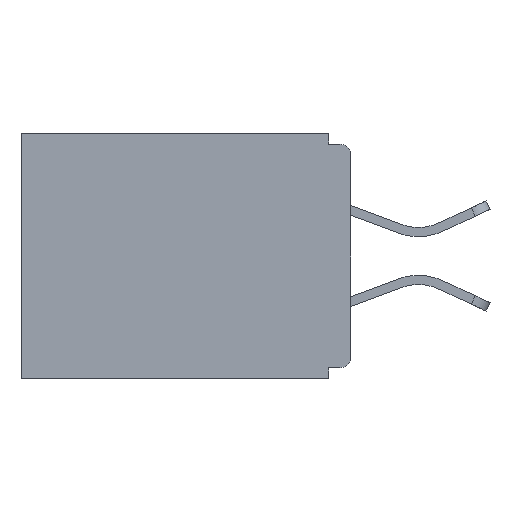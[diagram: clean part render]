
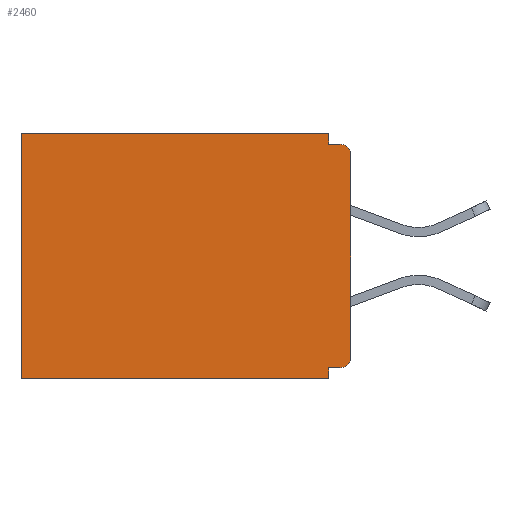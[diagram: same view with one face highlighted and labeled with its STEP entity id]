
A CAD part, left-side view. The second image highlights one B-rep face of the part: STEP entity #2460.
In plain terms, the highlighted planar face has unit normal (-1, 0, 0).
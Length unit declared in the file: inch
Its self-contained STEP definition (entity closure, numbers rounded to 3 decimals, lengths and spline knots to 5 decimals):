
#367 = VERTEX_POINT ( 'NONE', #28123 ) ;
#799 = VECTOR ( 'NONE', #10170, 39.37008 ) ;
#1089 = LINE ( 'NONE', #9705, #4961 ) ;
#1407 = DIRECTION ( 'NONE',  ( 0., 0., -1. ) ) ;
#1660 = LINE ( 'NONE', #2313, #24819 ) ;
#2280 = AXIS2_PLACEMENT_3D ( 'NONE', #17589, #8634, #24342 ) ;
#2313 = CARTESIAN_POINT ( 'NONE',  ( 0.298, 0., -0.015 ) ) ;
#2460 = ADVANCED_FACE ( 'NONE', ( #15614 ), #28447, .F. ) ;
#3138 = CARTESIAN_POINT ( 'NONE',  ( 0.298, 0., -0.313 ) ) ;
#3157 = ORIENTED_EDGE ( 'NONE', *, *, #4908, .T. ) ;
#3650 = CARTESIAN_POINT ( 'NONE',  ( 0.298, 0.015, -0.015 ) ) ;
#3796 = CARTESIAN_POINT ( 'NONE',  ( 0.298, 0., 0. ) ) ;
#3971 = LINE ( 'NONE', #16707, #799 ) ;
#4074 = LINE ( 'NONE', #21088, #8284 ) ;
#4894 = CARTESIAN_POINT ( 'NONE',  ( 0.298, 0.031, -0.015 ) ) ;
#4908 = EDGE_CURVE ( 'NONE', #8429, #6352, #21805, .T. ) ;
#4961 = VECTOR ( 'NONE', #5426, 39.37008 ) ;
#5426 = DIRECTION ( 'NONE',  ( 0., 1., 0. ) ) ;
#5889 = ORIENTED_EDGE ( 'NONE', *, *, #28497, .F. ) ;
#6197 = LINE ( 'NONE', #27555, #28663 ) ;
#6265 = VERTEX_POINT ( 'NONE', #25430 ) ;
#6352 = VERTEX_POINT ( 'NONE', #3650 ) ;
#6471 = ORIENTED_EDGE ( 'NONE', *, *, #27896, .T. ) ;
#7036 = CARTESIAN_POINT ( 'NONE',  ( 0.298, 0.031, -0.343 ) ) ;
#7121 = DIRECTION ( 'NONE',  ( 0., 0., -1. ) ) ;
#7230 = VECTOR ( 'NONE', #21746, 39.37008 ) ;
#7494 = CARTESIAN_POINT ( 'NONE',  ( 0.298, 0.015, -0.313 ) ) ;
#7976 = LINE ( 'NONE', #3796, #7230 ) ;
#8167 = DIRECTION ( 'NONE',  ( 0., 0., -1. ) ) ;
#8284 = VECTOR ( 'NONE', #24150, 39.37008 ) ;
#8363 = CARTESIAN_POINT ( 'NONE',  ( 0.298, 0.015, -0.03 ) ) ;
#8387 = EDGE_LOOP ( 'NONE', ( #3157, #10971, #5889, #17767, #6471, #21515, #20994, #13876, #26633, #28842 ) ) ;
#8429 = VERTEX_POINT ( 'NONE', #25887 ) ;
#8634 = DIRECTION ( 'NONE',  ( 1., 0., 0. ) ) ;
#8885 = DIRECTION ( 'NONE',  ( 0., -1., 0. ) ) ;
#8973 = CARTESIAN_POINT ( 'NONE',  ( 0.298, 0.031, -0.343 ) ) ;
#9591 = CARTESIAN_POINT ( 'NONE',  ( 0.298, 0.46, -0.343 ) ) ;
#9705 = CARTESIAN_POINT ( 'NONE',  ( 0.298, 0., -0.328 ) ) ;
#9858 = VERTEX_POINT ( 'NONE', #4894 ) ;
#10170 = DIRECTION ( 'NONE',  ( 0., 1., 0. ) ) ;
#10580 = DIRECTION ( 'NONE',  ( -1., 0., 0. ) ) ;
#10971 = ORIENTED_EDGE ( 'NONE', *, *, #13460, .F. ) ;
#11521 = VERTEX_POINT ( 'NONE', #8973 ) ;
#12071 = EDGE_CURVE ( 'NONE', #20375, #28625, #20689, .T. ) ;
#12569 = CARTESIAN_POINT ( 'NONE',  ( 0.298, 0.46, 0. ) ) ;
#13460 = EDGE_CURVE ( 'NONE', #9858, #6352, #1660, .T. ) ;
#13876 = ORIENTED_EDGE ( 'NONE', *, *, #23610, .F. ) ;
#14801 = CARTESIAN_POINT ( 'NONE',  ( 0.298, 0.031, -0.328 ) ) ;
#15614 = FACE_OUTER_BOUND ( 'NONE', #8387, .T. ) ;
#16079 = DIRECTION ( 'NONE',  ( -1., 0., 0. ) ) ;
#16707 = CARTESIAN_POINT ( 'NONE',  ( 0.298, 0., -0.343 ) ) ;
#17589 = CARTESIAN_POINT ( 'NONE',  ( 0.298, 0., 0. ) ) ;
#17767 = ORIENTED_EDGE ( 'NONE', *, *, #20709, .T. ) ;
#18274 = EDGE_CURVE ( 'NONE', #11521, #21266, #3971, .T. ) ;
#18393 = DIRECTION ( 'NONE',  ( 0., 0., -1. ) ) ;
#18402 = VECTOR ( 'NONE', #7121, 39.37008 ) ;
#18789 = LINE ( 'NONE', #12569, #28249 ) ;
#18799 = AXIS2_PLACEMENT_3D ( 'NONE', #7494, #16079, #20754 ) ;
#20375 = VERTEX_POINT ( 'NONE', #26367 ) ;
#20689 = CIRCLE ( 'NONE', #18799, 0.015 ) ;
#20709 = EDGE_CURVE ( 'NONE', #6265, #367, #7976, .T. ) ;
#20754 = DIRECTION ( 'NONE',  ( 0., 0., -1. ) ) ;
#20994 = ORIENTED_EDGE ( 'NONE', *, *, #21240, .F. ) ;
#21088 = CARTESIAN_POINT ( 'NONE',  ( 0.298, 0., 0. ) ) ;
#21240 = EDGE_CURVE ( 'NONE', #24298, #11521, #6197, .T. ) ;
#21266 = VERTEX_POINT ( 'NONE', #9591 ) ;
#21415 = EDGE_CURVE ( 'NONE', #8429, #28625, #4074, .T. ) ;
#21515 = ORIENTED_EDGE ( 'NONE', *, *, #18274, .F. ) ;
#21746 = DIRECTION ( 'NONE',  ( 0., 1., 0. ) ) ;
#21805 = CIRCLE ( 'NONE', #27475, 0.015 ) ;
#23610 = EDGE_CURVE ( 'NONE', #20375, #24298, #1089, .T. ) ;
#24150 = DIRECTION ( 'NONE',  ( 0., 0., -1. ) ) ;
#24298 = VERTEX_POINT ( 'NONE', #14801 ) ;
#24342 = DIRECTION ( 'NONE',  ( 0., 0., -1. ) ) ;
#24355 = LINE ( 'NONE', #7036, #18402 ) ;
#24819 = VECTOR ( 'NONE', #8885, 39.37008 ) ;
#25430 = CARTESIAN_POINT ( 'NONE',  ( 0.298, 0.031, 0. ) ) ;
#25887 = CARTESIAN_POINT ( 'NONE',  ( 0.298, 0., -0.03 ) ) ;
#26367 = CARTESIAN_POINT ( 'NONE',  ( 0.298, 0.015, -0.328 ) ) ;
#26633 = ORIENTED_EDGE ( 'NONE', *, *, #12071, .T. ) ;
#27475 = AXIS2_PLACEMENT_3D ( 'NONE', #8363, #10580, #8167 ) ;
#27555 = CARTESIAN_POINT ( 'NONE',  ( 0.298, 0.031, -0.343 ) ) ;
#27896 = EDGE_CURVE ( 'NONE', #367, #21266, #18789, .T. ) ;
#28123 = CARTESIAN_POINT ( 'NONE',  ( 0.298, 0.46, 0. ) ) ;
#28249 = VECTOR ( 'NONE', #1407, 39.37008 ) ;
#28447 = PLANE ( 'NONE',  #2280 ) ;
#28497 = EDGE_CURVE ( 'NONE', #6265, #9858, #24355, .T. ) ;
#28625 = VERTEX_POINT ( 'NONE', #3138 ) ;
#28663 = VECTOR ( 'NONE', #18393, 39.37008 ) ;
#28842 = ORIENTED_EDGE ( 'NONE', *, *, #21415, .F. ) ;
